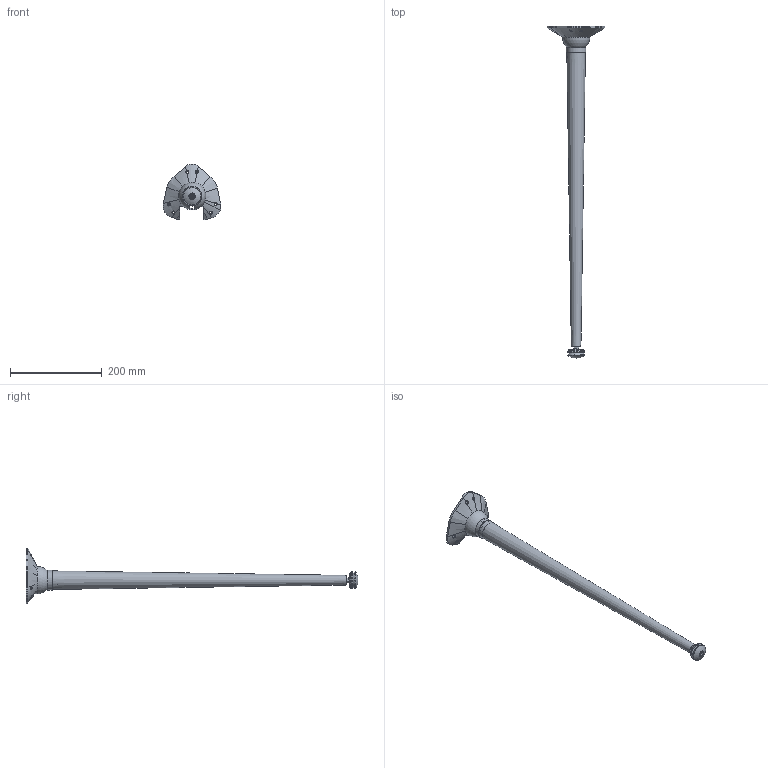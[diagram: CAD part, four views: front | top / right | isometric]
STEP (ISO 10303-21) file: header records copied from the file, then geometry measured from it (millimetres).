
FILE_DESCRIPTION(/* description */ (''),/* implementation_level */ '2;1');
FILE_NAME(/* name */ 'NM-X-LINE-40.stp',/* time_stamp */ '2023-08-31T16:02:19+02:00',/* author */ ('tomaszw'),/* organization */ (''),/* preprocessor_version */ 'ST-DEVELOPER v19.2',/* originating_system */ 'Autodesk Inventor 2023',/* authorisation */ '');
FILE_SCHEMA (('AUTOMOTIVE_DESIGN { 1 0 10303 214 3 1 1 }'));
Length unit declared in the file: millimetre
Products named in the file (7): NM-X-LINE-40710-20_V1; Bryła2; Bryła3; ssss; Bryła8; Bryła1; Solid10
Assembly tree (8 placements, depth 2):
  NM-X-LINE-40710-20_V1
    Bryła1  x2
    Solid10  x2
    Bryła2
    Bryła3
    ssss
    Bryła8
Bounding box: 126.21 x 722.7 x 121.48 mm (x, y, z)
Volume: 221510.5 mm3; surface area: 189639 mm2
Topology: 8 solids, 8 shells, 397 faces, 1089 edges, 737 vertices
Faces by surface type: plane 191, cylinder 129, bspline 58, cone 7, sphere 6, torus 6
Full cylindrical faces by diameter (mm): 2 x4, 4.7 x6, 7 x4, 9 x2, 10 x3, 13.5 x6, 18 x2, 37 x1, 40 x2, 43 x1
Entity records: 15142 total; most frequent: CARTESIAN_POINT 5819, ORIENTED_EDGE 2018, DIRECTION 1721, EDGE_CURVE 1009, VERTEX_POINT 660, AXIS2_PLACEMENT_3D 630, LINE 461, VECTOR 461
